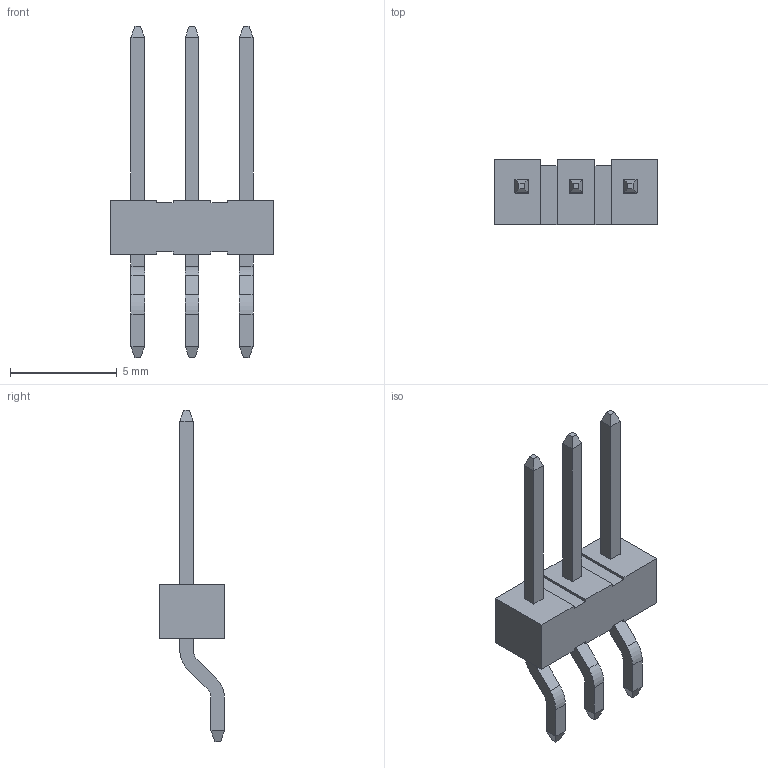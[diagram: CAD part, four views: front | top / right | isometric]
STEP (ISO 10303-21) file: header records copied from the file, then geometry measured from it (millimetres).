
FILE_DESCRIPTION(/* description */ ('STEP AP214'),/* implementation_level */ '2;1');
FILE_NAME(/* name */ 'TSM-103-02-L-SH',/* time_stamp */ '2025-05-16T05:23:27+02:00',/* author */ ('License CC BY-ND 4.0'),/* organization */ ('CADENAS'),/* preprocessor_version */ 'ST-DEVELOPER v19.3',/* originating_system */ 'PARTsolutions',/* authorisation */ ' ');
FILE_SCHEMA (('AUTOMOTIVE_DESIGN {1 0 10303 214 3 1 1}'));
Length unit declared in the file: inch
Products named in the file (4): TSM-103-02-L-SH; TSM-103-02-SH_body; T-1S6-15-L(-02-3-SH); T-1S6-15-L(-02-3-SH)2
Assembly tree (3 placements, depth 2):
  TSM-103-02-L-SH
    TSM-103-02-SH_body
    T-1S6-15-L(-02-3-SH)
    T-1S6-15-L(-02-3-SH)2
Bounding box: 7.62 x 3.05 x 15.49 mm (x, y, z)
Volume: 73.2 mm3; surface area: 255.4 mm2
Topology: 3 solids, 3 shells, 110 faces, 288 edges, 184 vertices
Faces by surface type: plane 98, cylinder 12
Entity records: 3421 total; most frequent: CARTESIAN_POINT 586, ORIENTED_EDGE 576, DIRECTION 540, EDGE_CURVE 288, LINE 264, VECTOR 264, VERTEX_POINT 184, AXIS2_PLACEMENT_3D 138
